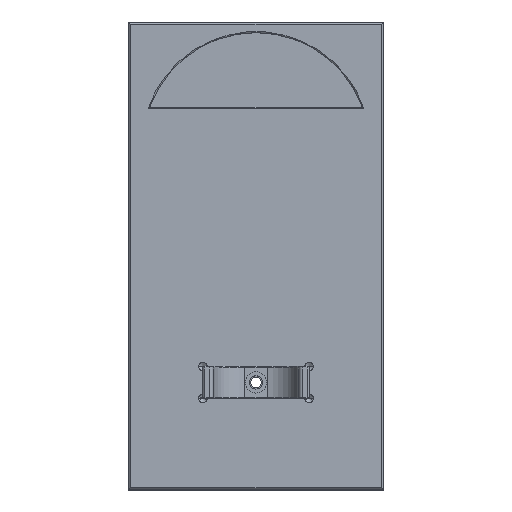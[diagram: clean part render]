
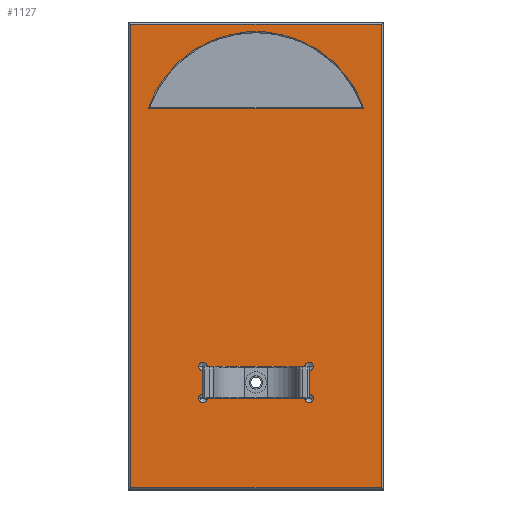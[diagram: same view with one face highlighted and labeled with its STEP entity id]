
A CAD part, top view. The second image highlights one B-rep face of the part: STEP entity #1127.
In plain terms, the highlighted planar face has unit normal (0, 0, 1).
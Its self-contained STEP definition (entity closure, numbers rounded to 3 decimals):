
#23 = EDGE_CURVE ( 'NONE', #1978, #150, #297, .T. ) ;
#32 = DIRECTION ( 'NONE',  ( 0., 0., 1. ) ) ;
#81 = DIRECTION ( 'NONE',  ( -1., 0., 0. ) ) ;
#104 = ORIENTED_EDGE ( 'NONE', *, *, #2441, .T. ) ;
#121 = EDGE_CURVE ( 'NONE', #1860, #2326, #2160, .T. ) ;
#124 = VERTEX_POINT ( 'NONE', #770 ) ;
#150 = VERTEX_POINT ( 'NONE', #2362 ) ;
#182 = DIRECTION ( 'NONE',  ( 1., 0., 0. ) ) ;
#183 = VECTOR ( 'NONE', #562, 1000. ) ;
#197 = CARTESIAN_POINT ( 'NONE',  ( 59., -174., 30. ) ) ;
#203 = EDGE_CURVE ( 'NONE', #1793, #2162, #1925, .T. ) ;
#223 = CARTESIAN_POINT ( 'NONE',  ( -59., -174., 30. ) ) ;
#274 = AXIS2_PLACEMENT_3D ( 'NONE', #701, #318, #2485 ) ;
#297 = LINE ( 'NONE', #897, #2125 ) ;
#317 = CIRCLE ( 'NONE', #2161, 2. ) ;
#318 = DIRECTION ( 'NONE',  ( 0., 0., 1. ) ) ;
#386 = DIRECTION ( 'NONE',  ( 0., 0., -1. ) ) ;
#436 = CARTESIAN_POINT ( 'NONE',  ( 0., 44., 30. ) ) ;
#462 = VECTOR ( 'NONE', #1723, 1000. ) ;
#480 = ORIENTED_EDGE ( 'NONE', *, *, #23, .T. ) ;
#482 = CARTESIAN_POINT ( 'NONE',  ( -25., -130., 30. ) ) ;
#488 = EDGE_LOOP ( 'NONE', ( #532, #480, #104, #2421 ) ) ;
#513 = CARTESIAN_POINT ( 'NONE',  ( 60., -174., 30. ) ) ;
#517 = VERTEX_POINT ( 'NONE', #482 ) ;
#532 = ORIENTED_EDGE ( 'NONE', *, *, #604, .T. ) ;
#549 = VECTOR ( 'NONE', #2284, 1000. ) ;
#562 = DIRECTION ( 'NONE',  ( 0., -1., 0. ) ) ;
#564 = CARTESIAN_POINT ( 'NONE',  ( 23., -132., 30. ) ) ;
#578 = DIRECTION ( 'NONE',  ( -1., 0., 0. ) ) ;
#590 = EDGE_CURVE ( 'NONE', #2326, #517, #1504, .T. ) ;
#604 = EDGE_CURVE ( 'NONE', #2162, #1978, #2529, .T. ) ;
#645 = ORIENTED_EDGE ( 'NONE', *, *, #121, .F. ) ;
#654 = VECTOR ( 'NONE', #578, 1000. ) ;
#701 = CARTESIAN_POINT ( 'NONE',  ( -25., -132., 30. ) ) ;
#719 = EDGE_LOOP ( 'NONE', ( #645, #1004, #2079, #1225, #891, #1849, #1193, #2149, #1441, #1409 ) ) ;
#738 = ORIENTED_EDGE ( 'NONE', *, *, #1206, .T. ) ;
#770 = CARTESIAN_POINT ( 'NONE',  ( -50.709, 4.5, 30. ) ) ;
#771 = LINE ( 'NONE', #436, #654 ) ;
#773 = EDGE_CURVE ( 'NONE', #124, #2490, #1680, .T. ) ;
#807 = CARTESIAN_POINT ( 'NONE',  ( -59., 44., 30. ) ) ;
#848 = DIRECTION ( 'NONE',  ( 1., 0., 0. ) ) ;
#867 = CARTESIAN_POINT ( 'NONE',  ( 0., 0., 30. ) ) ;
#891 = ORIENTED_EDGE ( 'NONE', *, *, #902, .F. ) ;
#897 = CARTESIAN_POINT ( 'NONE',  ( 59., 0., 30. ) ) ;
#902 = EDGE_CURVE ( 'NONE', #2041, #2021, #1468, .T. ) ;
#904 = DIRECTION ( 'NONE',  ( 0., 0., -1. ) ) ;
#949 = CARTESIAN_POINT ( 'NONE',  ( -59., 0., 30. ) ) ;
#952 = CARTESIAN_POINT ( 'NONE',  ( 27., -132., 30. ) ) ;
#1004 = ORIENTED_EDGE ( 'NONE', *, *, #2037, .F. ) ;
#1018 = CARTESIAN_POINT ( 'NONE',  ( 27., -117., 30. ) ) ;
#1038 = EDGE_CURVE ( 'NONE', #1921, #2041, #1194, .T. ) ;
#1045 = CARTESIAN_POINT ( 'NONE',  ( 25., -130., 30. ) ) ;
#1084 = VERTEX_POINT ( 'NONE', #2505 ) ;
#1117 = FACE_BOUND ( 'NONE', #1814, .T. ) ;
#1127 = ADVANCED_FACE ( 'NONE', ( #1873, #1117, #1473 ), #2290, .F. ) ;
#1153 = EDGE_CURVE ( 'NONE', #517, #1301, #1919, .T. ) ;
#1154 = VECTOR ( 'NONE', #1214, 1000. ) ;
#1156 = AXIS2_PLACEMENT_3D ( 'NONE', #2533, #1994, #182 ) ;
#1193 = ORIENTED_EDGE ( 'NONE', *, *, #1901, .F. ) ;
#1194 = CIRCLE ( 'NONE', #1954, 2. ) ;
#1206 = EDGE_CURVE ( 'NONE', #2490, #124, #2109, .T. ) ;
#1214 = DIRECTION ( 'NONE',  ( -1., 0., 0. ) ) ;
#1225 = ORIENTED_EDGE ( 'NONE', *, *, #2059, .F. ) ;
#1226 = CARTESIAN_POINT ( 'NONE',  ( -25., -117., 30. ) ) ;
#1248 = CARTESIAN_POINT ( 'NONE',  ( 25., -132., 30. ) ) ;
#1260 = CARTESIAN_POINT ( 'NONE',  ( 25., -117., 30. ) ) ;
#1301 = VERTEX_POINT ( 'NONE', #1711 ) ;
#1326 = AXIS2_PLACEMENT_3D ( 'NONE', #867, #904, #2325 ) ;
#1359 = VERTEX_POINT ( 'NONE', #564 ) ;
#1409 = ORIENTED_EDGE ( 'NONE', *, *, #590, .F. ) ;
#1441 = ORIENTED_EDGE ( 'NONE', *, *, #1153, .F. ) ;
#1447 = CARTESIAN_POINT ( 'NONE',  ( -23., -117., 30. ) ) ;
#1468 = LINE ( 'NONE', #1248, #549 ) ;
#1473 = FACE_BOUND ( 'NONE', #719, .T. ) ;
#1478 = DIRECTION ( 'NONE',  ( 0., 0., 1. ) ) ;
#1500 = CARTESIAN_POINT ( 'NONE',  ( 0., 4.5, 30. ) ) ;
#1504 = LINE ( 'NONE', #1733, #1594 ) ;
#1532 = AXIS2_PLACEMENT_3D ( 'NONE', #1260, #32, #1656 ) ;
#1546 = DIRECTION ( 'NONE',  ( 1., 0., 0. ) ) ;
#1594 = VECTOR ( 'NONE', #2557, 1000. ) ;
#1652 = CARTESIAN_POINT ( 'NONE',  ( 25., -132., 30. ) ) ;
#1656 = DIRECTION ( 'NONE',  ( 1., 0., 0. ) ) ;
#1680 = CIRCLE ( 'NONE', #2141, 53.714 ) ;
#1711 = CARTESIAN_POINT ( 'NONE',  ( -23., -132., 30. ) ) ;
#1723 = DIRECTION ( 'NONE',  ( 1., 0., 0. ) ) ;
#1733 = CARTESIAN_POINT ( 'NONE',  ( -25., -132., 30. ) ) ;
#1742 = DIRECTION ( 'NONE',  ( 1., 0., 0. ) ) ;
#1793 = VERTEX_POINT ( 'NONE', #807 ) ;
#1806 = DIRECTION ( 'NONE',  ( 1., 0., 0. ) ) ;
#1814 = EDGE_LOOP ( 'NONE', ( #2491, #738 ) ) ;
#1847 = LINE ( 'NONE', #2407, #2540 ) ;
#1849 = ORIENTED_EDGE ( 'NONE', *, *, #1038, .F. ) ;
#1860 = VERTEX_POINT ( 'NONE', #1447 ) ;
#1873 = FACE_OUTER_BOUND ( 'NONE', #488, .T. ) ;
#1901 = EDGE_CURVE ( 'NONE', #1359, #1921, #317, .T. ) ;
#1919 = CIRCLE ( 'NONE', #274, 2. ) ;
#1921 = VERTEX_POINT ( 'NONE', #952 ) ;
#1925 = LINE ( 'NONE', #949, #183 ) ;
#1937 = CARTESIAN_POINT ( 'NONE',  ( -25., -119., 30. ) ) ;
#1948 = DIRECTION ( 'NONE',  ( 0., 0., 1. ) ) ;
#1954 = AXIS2_PLACEMENT_3D ( 'NONE', #1652, #1478, #1806 ) ;
#1965 = CARTESIAN_POINT ( 'NONE',  ( 25., -132., 30. ) ) ;
#1978 = VERTEX_POINT ( 'NONE', #197 ) ;
#1993 = DIRECTION ( 'NONE',  ( -1., 0., 0. ) ) ;
#1994 = DIRECTION ( 'NONE',  ( 0., 0., 1. ) ) ;
#2002 = VECTOR ( 'NONE', #81, 1000. ) ;
#2003 = CIRCLE ( 'NONE', #1156, 2. ) ;
#2021 = VERTEX_POINT ( 'NONE', #2247 ) ;
#2035 = CARTESIAN_POINT ( 'NONE',  ( 0., -13.214, 30. ) ) ;
#2037 = EDGE_CURVE ( 'NONE', #1084, #1860, #2042, .T. ) ;
#2041 = VERTEX_POINT ( 'NONE', #1045 ) ;
#2042 = LINE ( 'NONE', #1226, #1154 ) ;
#2047 = EDGE_CURVE ( 'NONE', #1301, #1359, #1847, .T. ) ;
#2059 = EDGE_CURVE ( 'NONE', #2021, #2444, #2583, .T. ) ;
#2079 = ORIENTED_EDGE ( 'NONE', *, *, #2350, .F. ) ;
#2109 = LINE ( 'NONE', #1500, #2002 ) ;
#2125 = VECTOR ( 'NONE', #2508, 1000. ) ;
#2141 = AXIS2_PLACEMENT_3D ( 'NONE', #2035, #386, #1993 ) ;
#2149 = ORIENTED_EDGE ( 'NONE', *, *, #2047, .F. ) ;
#2150 = DIRECTION ( 'NONE',  ( 0., 0., 1. ) ) ;
#2160 = CIRCLE ( 'NONE', #2373, 2. ) ;
#2161 = AXIS2_PLACEMENT_3D ( 'NONE', #1965, #1948, #1742 ) ;
#2162 = VERTEX_POINT ( 'NONE', #223 ) ;
#2206 = CARTESIAN_POINT ( 'NONE',  ( 50.709, 4.5, 30. ) ) ;
#2247 = CARTESIAN_POINT ( 'NONE',  ( 25., -119., 30. ) ) ;
#2284 = DIRECTION ( 'NONE',  ( 0., 1., 0. ) ) ;
#2290 = PLANE ( 'NONE',  #1326 ) ;
#2325 = DIRECTION ( 'NONE',  ( -1., 0., 0. ) ) ;
#2326 = VERTEX_POINT ( 'NONE', #1937 ) ;
#2350 = EDGE_CURVE ( 'NONE', #2444, #1084, #2003, .T. ) ;
#2362 = CARTESIAN_POINT ( 'NONE',  ( 59., 44., 30. ) ) ;
#2373 = AXIS2_PLACEMENT_3D ( 'NONE', #2573, #2150, #1546 ) ;
#2407 = CARTESIAN_POINT ( 'NONE',  ( -25., -132., 30. ) ) ;
#2421 = ORIENTED_EDGE ( 'NONE', *, *, #203, .T. ) ;
#2441 = EDGE_CURVE ( 'NONE', #150, #1793, #771, .T. ) ;
#2444 = VERTEX_POINT ( 'NONE', #1018 ) ;
#2485 = DIRECTION ( 'NONE',  ( 1., 0., 0. ) ) ;
#2490 = VERTEX_POINT ( 'NONE', #2206 ) ;
#2491 = ORIENTED_EDGE ( 'NONE', *, *, #773, .T. ) ;
#2505 = CARTESIAN_POINT ( 'NONE',  ( 23., -117., 30. ) ) ;
#2508 = DIRECTION ( 'NONE',  ( 0., 1., 0. ) ) ;
#2529 = LINE ( 'NONE', #513, #462 ) ;
#2533 = CARTESIAN_POINT ( 'NONE',  ( 25., -117., 30. ) ) ;
#2540 = VECTOR ( 'NONE', #848, 1000. ) ;
#2557 = DIRECTION ( 'NONE',  ( 0., -1., 0. ) ) ;
#2573 = CARTESIAN_POINT ( 'NONE',  ( -25., -117., 30. ) ) ;
#2583 = CIRCLE ( 'NONE', #1532, 2. ) ;
